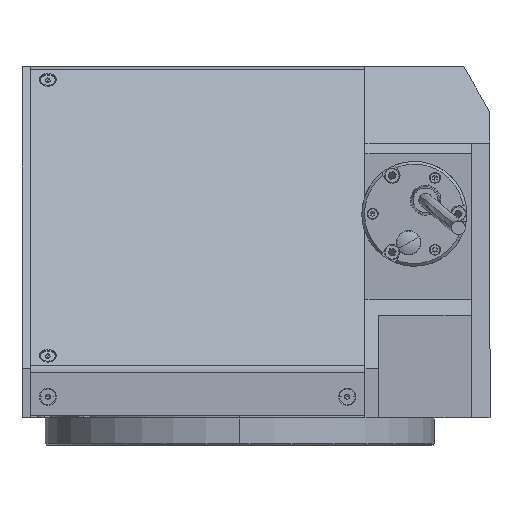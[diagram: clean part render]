
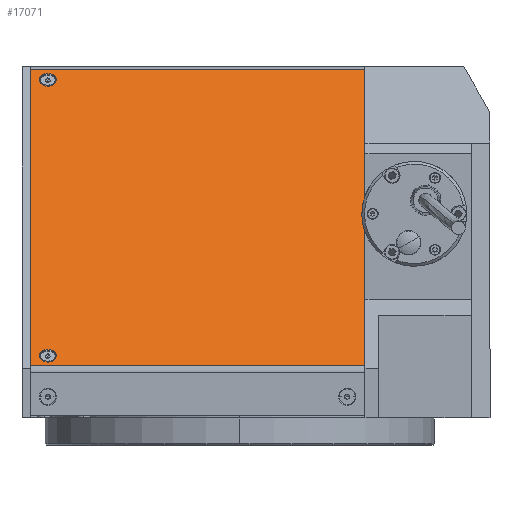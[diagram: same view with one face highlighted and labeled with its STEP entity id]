
A CAD part, left-side view. The second image highlights one B-rep face of the part: STEP entity #17071.
In plain terms, the highlighted planar face has unit normal (-0.707, 0, 0.707).
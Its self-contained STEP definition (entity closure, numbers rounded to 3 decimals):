
#44 = CARTESIAN_POINT ( 'NONE',  ( -73.293, 70.5, 29.92 ) ) ;
#156 = DIRECTION ( 'NONE',  ( 0., -1., 0. ) ) ;
#180 = VERTEX_POINT ( 'NONE', #10568 ) ;
#197 = ORIENTED_EDGE ( 'NONE', *, *, #6484, .F. ) ;
#929 = VERTEX_POINT ( 'NONE', #18583 ) ;
#1476 = AXIS2_PLACEMENT_3D ( 'NONE', #18233, #7747, #12164 ) ;
#1918 = ORIENTED_EDGE ( 'NONE', *, *, #16729, .F. ) ;
#2138 = ORIENTED_EDGE ( 'NONE', *, *, #18596, .F. ) ;
#2315 = VECTOR ( 'NONE', #5132, 1000. ) ;
#2527 = AXIS2_PLACEMENT_3D ( 'NONE', #14620, #8515, #18005 ) ;
#2594 = EDGE_CURVE ( 'NONE', #180, #15184, #8878, .T. ) ;
#2981 = FACE_OUTER_BOUND ( 'NONE', #13751, .T. ) ;
#3752 = DIRECTION ( 'NONE',  ( 0.707, 0., 0.707 ) ) ;
#4017 = CIRCLE ( 'NONE', #1476, 3.15 ) ;
#4751 = ORIENTED_EDGE ( 'NONE', *, *, #18332, .F. ) ;
#4940 = AXIS2_PLACEMENT_3D ( 'NONE', #44, #9847, #11162 ) ;
#5007 = VERTEX_POINT ( 'NONE', #13421 ) ;
#5132 = DIRECTION ( 'NONE',  ( -0.707, 0., -0.707 ) ) ;
#5257 = CARTESIAN_POINT ( 'NONE',  ( -76.828, 77., 26.385 ) ) ;
#5704 = ORIENTED_EDGE ( 'NONE', *, *, #8154, .F. ) ;
#5750 = ORIENTED_EDGE ( 'NONE', *, *, #14920, .F. ) ;
#5768 = VECTOR ( 'NONE', #156, 1000. ) ;
#5902 = CARTESIAN_POINT ( 'NONE',  ( 31.615, -46., 134.828 ) ) ;
#5983 = EDGE_LOOP ( 'NONE', ( #197, #5750 ) ) ;
#6027 = LINE ( 'NONE', #7817, #5768 ) ;
#6058 = PLANE ( 'NONE',  #15369 ) ;
#6155 = FACE_BOUND ( 'NONE', #13896, .T. ) ;
#6484 = EDGE_CURVE ( 'NONE', #5007, #13844, #4017, .T. ) ;
#6635 = CARTESIAN_POINT ( 'NONE',  ( 28.08, 70.5, 131.293 ) ) ;
#7747 = DIRECTION ( 'NONE',  ( -0.707, 0., 0.707 ) ) ;
#7817 = CARTESIAN_POINT ( 'NONE',  ( 31.615, 77., 134.828 ) ) ;
#8154 = EDGE_CURVE ( 'NONE', #15728, #929, #17749, .T. ) ;
#8515 = DIRECTION ( 'NONE',  ( -0.707, 0., 0.707 ) ) ;
#8878 = CIRCLE ( 'NONE', #2527, 3.15 ) ;
#8924 = CARTESIAN_POINT ( 'NONE',  ( -76.828, -46., 26.385 ) ) ;
#9013 = VECTOR ( 'NONE', #10136, 1000. ) ;
#9847 = DIRECTION ( 'NONE',  ( -0.707, 0., 0.707 ) ) ;
#9902 = AXIS2_PLACEMENT_3D ( 'NONE', #6635, #11230, #3752 ) ;
#10136 = DIRECTION ( 'NONE',  ( 0., 1., 0. ) ) ;
#10568 = CARTESIAN_POINT ( 'NONE',  ( 30.307, 70.5, 133.52 ) ) ;
#10581 = LINE ( 'NONE', #15277, #13527 ) ;
#10663 = CARTESIAN_POINT ( 'NONE',  ( -75.52, 70.5, 27.693 ) ) ;
#10824 = CARTESIAN_POINT ( 'NONE',  ( 31.615, 77., 134.828 ) ) ;
#11162 = DIRECTION ( 'NONE',  ( 0.707, 0., 0.707 ) ) ;
#11230 = DIRECTION ( 'NONE',  ( -0.707, 0., 0.707 ) ) ;
#11967 = EDGE_CURVE ( 'NONE', #17252, #929, #10581, .T. ) ;
#12158 = CIRCLE ( 'NONE', #9902, 3.15 ) ;
#12164 = DIRECTION ( 'NONE',  ( 0.707, 0., 0.707 ) ) ;
#12519 = LINE ( 'NONE', #18809, #2315 ) ;
#13421 = CARTESIAN_POINT ( 'NONE',  ( -71.066, 70.5, 32.148 ) ) ;
#13527 = VECTOR ( 'NONE', #16591, 1000. ) ;
#13749 = DIRECTION ( 'NONE',  ( -0.707, 0., 0.707 ) ) ;
#13751 = EDGE_LOOP ( 'NONE', ( #1918, #2138, #17265, #5704 ) ) ;
#13822 = VERTEX_POINT ( 'NONE', #5902 ) ;
#13844 = VERTEX_POINT ( 'NONE', #10663 ) ;
#13851 = DIRECTION ( 'NONE',  ( 0.707, 0., 0.707 ) ) ;
#13896 = EDGE_LOOP ( 'NONE', ( #17732, #4751 ) ) ;
#14620 = CARTESIAN_POINT ( 'NONE',  ( 28.08, 70.5, 131.293 ) ) ;
#14920 = EDGE_CURVE ( 'NONE', #13844, #5007, #19301, .T. ) ;
#15165 = CARTESIAN_POINT ( 'NONE',  ( -77.414, 77., 25.799 ) ) ;
#15184 = VERTEX_POINT ( 'NONE', #18149 ) ;
#15277 = CARTESIAN_POINT ( 'NONE',  ( -77.414, 77., 25.799 ) ) ;
#15343 = FACE_BOUND ( 'NONE', #5983, .T. ) ;
#15369 = AXIS2_PLACEMENT_3D ( 'NONE', #15165, #13749, #13851 ) ;
#15728 = VERTEX_POINT ( 'NONE', #8924 ) ;
#16591 = DIRECTION ( 'NONE',  ( -0.707, 0., -0.707 ) ) ;
#16729 = EDGE_CURVE ( 'NONE', #13822, #15728, #12519, .T. ) ;
#17071 = ADVANCED_FACE ( 'NONE', ( #15343, #6155, #2981 ), #6058, .T. ) ;
#17252 = VERTEX_POINT ( 'NONE', #10824 ) ;
#17265 = ORIENTED_EDGE ( 'NONE', *, *, #11967, .T. ) ;
#17732 = ORIENTED_EDGE ( 'NONE', *, *, #2594, .F. ) ;
#17749 = LINE ( 'NONE', #5257, #9013 ) ;
#18005 = DIRECTION ( 'NONE',  ( 0.707, 0., 0.707 ) ) ;
#18149 = CARTESIAN_POINT ( 'NONE',  ( 25.852, 70.5, 129.066 ) ) ;
#18233 = CARTESIAN_POINT ( 'NONE',  ( -73.293, 70.5, 29.92 ) ) ;
#18332 = EDGE_CURVE ( 'NONE', #15184, #180, #12158, .T. ) ;
#18583 = CARTESIAN_POINT ( 'NONE',  ( -76.828, 77., 26.385 ) ) ;
#18596 = EDGE_CURVE ( 'NONE', #17252, #13822, #6027, .T. ) ;
#18809 = CARTESIAN_POINT ( 'NONE',  ( -77.414, -46., 25.799 ) ) ;
#19301 = CIRCLE ( 'NONE', #4940, 3.15 ) ;
